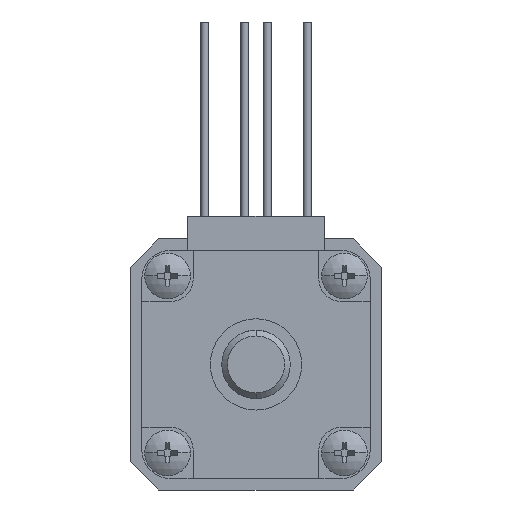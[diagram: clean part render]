
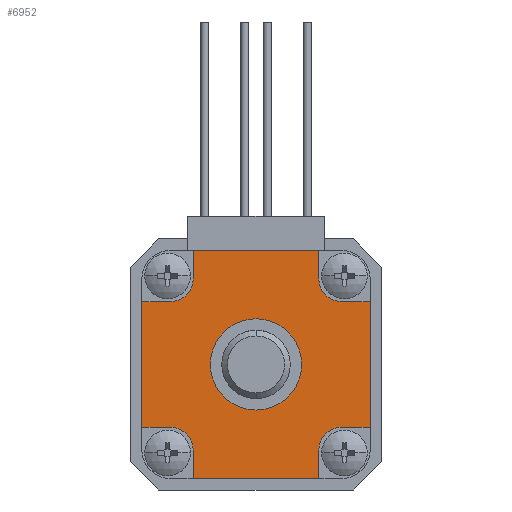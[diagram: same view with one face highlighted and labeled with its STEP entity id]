
A CAD part, front view. The second image highlights one B-rep face of the part: STEP entity #6952.
In plain terms, the highlighted planar face has unit normal (0, -1, 0).
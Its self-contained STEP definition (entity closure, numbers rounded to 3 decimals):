
#194 = EDGE_CURVE ( 'NONE', #27506, #7457, #5429, .T. ) ;
#436 = DIRECTION ( 'NONE',  ( 1., 0., 0. ) ) ;
#490 = VECTOR ( 'NONE', #16665, 1000. ) ;
#521 = CARTESIAN_POINT ( 'NONE',  ( 10., 0., 5.5 ) ) ;
#535 = LINE ( 'NONE', #6789, #12208 ) ;
#881 = VERTEX_POINT ( 'NONE', #20957 ) ;
#890 = DIRECTION ( 'NONE',  ( 0., 1., 0. ) ) ;
#924 = EDGE_CURVE ( 'NONE', #18727, #21447, #2172, .T. ) ;
#1297 = CARTESIAN_POINT ( 'NONE',  ( 5.5, 0., -10. ) ) ;
#1402 = VERTEX_POINT ( 'NONE', #14923 ) ;
#1585 = VECTOR ( 'NONE', #2907, 1000. ) ;
#1610 = PLANE ( 'NONE',  #5389 ) ;
#1684 = AXIS2_PLACEMENT_3D ( 'NONE', #12080, #7679, #16334 ) ;
#1792 = CARTESIAN_POINT ( 'NONE',  ( -7.5, 0., -7.5 ) ) ;
#1793 = EDGE_CURVE ( 'NONE', #9924, #5770, #25433, .T. ) ;
#2172 = LINE ( 'NONE', #25777, #17871 ) ;
#2357 = ORIENTED_EDGE ( 'NONE', *, *, #25097, .T. ) ;
#2686 = CIRCLE ( 'NONE', #16287, 2. ) ;
#2907 = DIRECTION ( 'NONE',  ( 0., 0., -1. ) ) ;
#2951 = ORIENTED_EDGE ( 'NONE', *, *, #13495, .F. ) ;
#3126 = ORIENTED_EDGE ( 'NONE', *, *, #26257, .T. ) ;
#3137 = LINE ( 'NONE', #11795, #11653 ) ;
#3287 = DIRECTION ( 'NONE',  ( 0., 0., 1. ) ) ;
#3342 = VERTEX_POINT ( 'NONE', #8185 ) ;
#3716 = AXIS2_PLACEMENT_3D ( 'NONE', #4496, #19716, #10627 ) ;
#3816 = CARTESIAN_POINT ( 'NONE',  ( 10., 0., 5.5 ) ) ;
#3837 = VERTEX_POINT ( 'NONE', #17236 ) ;
#4241 = VERTEX_POINT ( 'NONE', #25615 ) ;
#4496 = CARTESIAN_POINT ( 'NONE',  ( 0., 0., 0. ) ) ;
#4506 = AXIS2_PLACEMENT_3D ( 'NONE', #26127, #11043, #13040 ) ;
#4735 = CARTESIAN_POINT ( 'NONE',  ( 0., 0., -4. ) ) ;
#4853 = VECTOR ( 'NONE', #7645, 1000. ) ;
#5032 = LINE ( 'NONE', #17962, #1585 ) ;
#5110 = LINE ( 'NONE', #22174, #22271 ) ;
#5389 = AXIS2_PLACEMENT_3D ( 'NONE', #8135, #16381, #22945 ) ;
#5429 = CIRCLE ( 'NONE', #4506, 4. ) ;
#5480 = LINE ( 'NONE', #7749, #6420 ) ;
#5770 = VERTEX_POINT ( 'NONE', #19039 ) ;
#5847 = VECTOR ( 'NONE', #24161, 1000. ) ;
#6010 = FACE_BOUND ( 'NONE', #7616, .T. ) ;
#6241 = VERTEX_POINT ( 'NONE', #13024 ) ;
#6420 = VECTOR ( 'NONE', #12161, 1000. ) ;
#6789 = CARTESIAN_POINT ( 'NONE',  ( 10., 0., -5.5 ) ) ;
#6952 = ADVANCED_FACE ( 'NONE', ( #6010, #16659 ), #1610, .F. ) ;
#7404 = EDGE_CURVE ( 'NONE', #18440, #22693, #27739, .T. ) ;
#7457 = VERTEX_POINT ( 'NONE', #19476 ) ;
#7508 = CARTESIAN_POINT ( 'NONE',  ( -10., 0., 7.5 ) ) ;
#7616 = EDGE_LOOP ( 'NONE', ( #11167, #20150 ) ) ;
#7645 = DIRECTION ( 'NONE',  ( 0., 0., 1. ) ) ;
#7679 = DIRECTION ( 'NONE',  ( 0., 1., 0. ) ) ;
#7749 = CARTESIAN_POINT ( 'NONE',  ( -7.5, 0., -10. ) ) ;
#7852 = DIRECTION ( 'NONE',  ( 0., 0., 1. ) ) ;
#8065 = DIRECTION ( 'NONE',  ( 0., 0., -1. ) ) ;
#8135 = CARTESIAN_POINT ( 'NONE',  ( -7.5, 0., 7.5 ) ) ;
#8185 = CARTESIAN_POINT ( 'NONE',  ( -10., 0., 5.5 ) ) ;
#8259 = EDGE_CURVE ( 'NONE', #18727, #881, #27496, .T. ) ;
#8463 = DIRECTION ( 'NONE',  ( 0., 1., 0. ) ) ;
#8493 = CARTESIAN_POINT ( 'NONE',  ( -5.5, 0., -10. ) ) ;
#8830 = VERTEX_POINT ( 'NONE', #9367 ) ;
#9367 = CARTESIAN_POINT ( 'NONE',  ( 10., 0., -5.5 ) ) ;
#9395 = EDGE_CURVE ( 'NONE', #1402, #4241, #9581, .T. ) ;
#9581 = CIRCLE ( 'NONE', #23671, 2. ) ;
#9751 = AXIS2_PLACEMENT_3D ( 'NONE', #16081, #890, #7852 ) ;
#9924 = VERTEX_POINT ( 'NONE', #521 ) ;
#10089 = EDGE_CURVE ( 'NONE', #22693, #6241, #16091, .T. ) ;
#10459 = DIRECTION ( 'NONE',  ( 0., 0., -1. ) ) ;
#10627 = DIRECTION ( 'NONE',  ( 0., 0., 1. ) ) ;
#10944 = CARTESIAN_POINT ( 'NONE',  ( 5.5, 0., -7.5 ) ) ;
#11043 = DIRECTION ( 'NONE',  ( 0., 1., 0. ) ) ;
#11167 = ORIENTED_EDGE ( 'NONE', *, *, #194, .T. ) ;
#11382 = DIRECTION ( 'NONE',  ( 0., 1., 0. ) ) ;
#11468 = ORIENTED_EDGE ( 'NONE', *, *, #15410, .T. ) ;
#11653 = VECTOR ( 'NONE', #22763, 1000. ) ;
#11795 = CARTESIAN_POINT ( 'NONE',  ( -10., 0., 5.5 ) ) ;
#12080 = CARTESIAN_POINT ( 'NONE',  ( 7.5, 0., 7.5 ) ) ;
#12161 = DIRECTION ( 'NONE',  ( -1., 0., 0. ) ) ;
#12170 = ORIENTED_EDGE ( 'NONE', *, *, #18239, .F. ) ;
#12177 = EDGE_CURVE ( 'NONE', #26393, #881, #16161, .T. ) ;
#12208 = VECTOR ( 'NONE', #13986, 1000. ) ;
#12450 = ORIENTED_EDGE ( 'NONE', *, *, #26574, .F. ) ;
#12485 = DIRECTION ( 'NONE',  ( -1., 0., 0. ) ) ;
#12648 = DIRECTION ( 'NONE',  ( 0., 0., 1. ) ) ;
#13024 = CARTESIAN_POINT ( 'NONE',  ( 7.5, 0., -5.5 ) ) ;
#13040 = DIRECTION ( 'NONE',  ( 0., 0., 1. ) ) ;
#13209 = CARTESIAN_POINT ( 'NONE',  ( -5.5, 0., 10. ) ) ;
#13210 = VECTOR ( 'NONE', #12648, 1000. ) ;
#13495 = EDGE_CURVE ( 'NONE', #9924, #8830, #25838, .T. ) ;
#13986 = DIRECTION ( 'NONE',  ( 1., 0., 0. ) ) ;
#14815 = CARTESIAN_POINT ( 'NONE',  ( -7.5, 0., 10. ) ) ;
#14890 = ORIENTED_EDGE ( 'NONE', *, *, #25126, .T. ) ;
#14923 = CARTESIAN_POINT ( 'NONE',  ( -7.5, 0., -5.5 ) ) ;
#15410 = EDGE_CURVE ( 'NONE', #6241, #8830, #535, .T. ) ;
#15830 = ORIENTED_EDGE ( 'NONE', *, *, #17513, .T. ) ;
#16057 = CARTESIAN_POINT ( 'NONE',  ( -7.5, 0., 7.5 ) ) ;
#16081 = CARTESIAN_POINT ( 'NONE',  ( 7.5, 0., -7.5 ) ) ;
#16091 = CIRCLE ( 'NONE', #9751, 2. ) ;
#16161 = LINE ( 'NONE', #20297, #4853 ) ;
#16287 = AXIS2_PLACEMENT_3D ( 'NONE', #16057, #11382, #3287 ) ;
#16334 = DIRECTION ( 'NONE',  ( 0., 0., -1. ) ) ;
#16381 = DIRECTION ( 'NONE',  ( 0., 1., 0. ) ) ;
#16659 = FACE_OUTER_BOUND ( 'NONE', #23107, .T. ) ;
#16665 = DIRECTION ( 'NONE',  ( 1., 0., 0. ) ) ;
#16906 = CARTESIAN_POINT ( 'NONE',  ( 5.5, 0., 7.5 ) ) ;
#16924 = ORIENTED_EDGE ( 'NONE', *, *, #7404, .T. ) ;
#17236 = CARTESIAN_POINT ( 'NONE',  ( -10., 0., -5.5 ) ) ;
#17513 = EDGE_CURVE ( 'NONE', #3837, #1402, #5110, .T. ) ;
#17531 = VECTOR ( 'NONE', #8065, 1000. ) ;
#17871 = VECTOR ( 'NONE', #23922, 1000. ) ;
#17962 = CARTESIAN_POINT ( 'NONE',  ( -5.5, 0., -7.5 ) ) ;
#18239 = EDGE_CURVE ( 'NONE', #18440, #26948, #5480, .T. ) ;
#18440 = VERTEX_POINT ( 'NONE', #1297 ) ;
#18727 = VERTEX_POINT ( 'NONE', #13209 ) ;
#18930 = CIRCLE ( 'NONE', #1684, 2. ) ;
#19025 = EDGE_CURVE ( 'NONE', #7457, #27506, #25988, .T. ) ;
#19039 = CARTESIAN_POINT ( 'NONE',  ( 7.5, 0., 5.5 ) ) ;
#19080 = VECTOR ( 'NONE', #12485, 1000. ) ;
#19150 = ORIENTED_EDGE ( 'NONE', *, *, #9395, .T. ) ;
#19476 = CARTESIAN_POINT ( 'NONE',  ( 0., 0., 4. ) ) ;
#19716 = DIRECTION ( 'NONE',  ( 0., 1., 0. ) ) ;
#20150 = ORIENTED_EDGE ( 'NONE', *, *, #19025, .T. ) ;
#20297 = CARTESIAN_POINT ( 'NONE',  ( 5.5, 0., 7.5 ) ) ;
#20450 = LINE ( 'NONE', #7508, #5847 ) ;
#20895 = CARTESIAN_POINT ( 'NONE',  ( 5.5, 0., -7.5 ) ) ;
#20957 = CARTESIAN_POINT ( 'NONE',  ( 5.5, 0., 10. ) ) ;
#21447 = VERTEX_POINT ( 'NONE', #25745 ) ;
#21759 = EDGE_CURVE ( 'NONE', #4241, #26948, #5032, .T. ) ;
#22174 = CARTESIAN_POINT ( 'NONE',  ( -10., 0., -5.5 ) ) ;
#22271 = VECTOR ( 'NONE', #436, 1000. ) ;
#22577 = VERTEX_POINT ( 'NONE', #26169 ) ;
#22655 = ORIENTED_EDGE ( 'NONE', *, *, #8259, .F. ) ;
#22693 = VERTEX_POINT ( 'NONE', #20895 ) ;
#22763 = DIRECTION ( 'NONE',  ( -1., 0., 0. ) ) ;
#22945 = DIRECTION ( 'NONE',  ( 0., 0., 1. ) ) ;
#23107 = EDGE_LOOP ( 'NONE', ( #27860, #3126, #2357, #12450, #15830, #19150, #27766, #12170, #16924, #25702, #11468, #2951, #23532, #14890, #23994, #22655 ) ) ;
#23532 = ORIENTED_EDGE ( 'NONE', *, *, #1793, .T. ) ;
#23671 = AXIS2_PLACEMENT_3D ( 'NONE', #1792, #8463, #10459 ) ;
#23922 = DIRECTION ( 'NONE',  ( 0., 0., -1. ) ) ;
#23994 = ORIENTED_EDGE ( 'NONE', *, *, #12177, .T. ) ;
#24161 = DIRECTION ( 'NONE',  ( 0., 0., 1. ) ) ;
#25097 = EDGE_CURVE ( 'NONE', #22577, #3342, #3137, .T. ) ;
#25126 = EDGE_CURVE ( 'NONE', #5770, #26393, #18930, .T. ) ;
#25433 = LINE ( 'NONE', #3816, #19080 ) ;
#25615 = CARTESIAN_POINT ( 'NONE',  ( -5.5, 0., -7.5 ) ) ;
#25702 = ORIENTED_EDGE ( 'NONE', *, *, #10089, .T. ) ;
#25745 = CARTESIAN_POINT ( 'NONE',  ( -5.5, 0., 7.5 ) ) ;
#25777 = CARTESIAN_POINT ( 'NONE',  ( -5.5, 0., 7.5 ) ) ;
#25838 = LINE ( 'NONE', #27980, #17531 ) ;
#25988 = CIRCLE ( 'NONE', #3716, 4. ) ;
#26127 = CARTESIAN_POINT ( 'NONE',  ( 0., 0., 0. ) ) ;
#26169 = CARTESIAN_POINT ( 'NONE',  ( -7.5, 0., 5.5 ) ) ;
#26257 = EDGE_CURVE ( 'NONE', #21447, #22577, #2686, .T. ) ;
#26393 = VERTEX_POINT ( 'NONE', #16906 ) ;
#26574 = EDGE_CURVE ( 'NONE', #3837, #3342, #20450, .T. ) ;
#26948 = VERTEX_POINT ( 'NONE', #8493 ) ;
#27496 = LINE ( 'NONE', #14815, #490 ) ;
#27506 = VERTEX_POINT ( 'NONE', #4735 ) ;
#27739 = LINE ( 'NONE', #10944, #13210 ) ;
#27766 = ORIENTED_EDGE ( 'NONE', *, *, #21759, .T. ) ;
#27860 = ORIENTED_EDGE ( 'NONE', *, *, #924, .T. ) ;
#27980 = CARTESIAN_POINT ( 'NONE',  ( 10., 0., 7.5 ) ) ;
